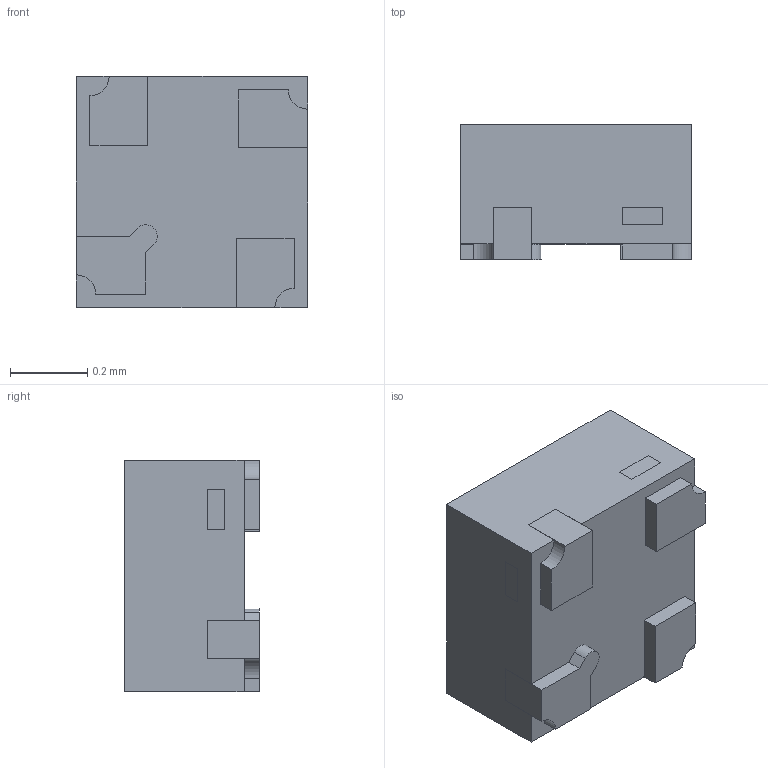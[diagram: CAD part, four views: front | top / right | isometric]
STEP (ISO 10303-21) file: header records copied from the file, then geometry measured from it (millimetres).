
FILE_DESCRIPTION (( 'STEP AP214' ), '1' );
FILE_NAME ('SOT1269-2.STEP', '2020-09-21T00:19:58', ( '' ), ( '' ), 'SwSTEP 2.0', 'SolidWorks 2017', '' );
FILE_SCHEMA (( 'AUTOMOTIVE_DESIGN' ));
Length unit declared in the file: millimetre
Products named in the file (1): SOT1269-2
Bounding box: 0.6 x 0.35 x 0.6 mm (x, y, z)
Volume: 0.1 mm3; surface area: 2.2 mm2
Topology: 5 solids, 5 shells, 78 faces, 216 edges, 144 vertices
Faces by surface type: plane 69, cylinder 9
Entity records: 2544 total; most frequent: CARTESIAN_POINT 439, ORIENTED_EDGE 432, DIRECTION 392, EDGE_CURVE 216, LINE 198, VECTOR 198, VERTEX_POINT 144, AXIS2_PLACEMENT_3D 97
